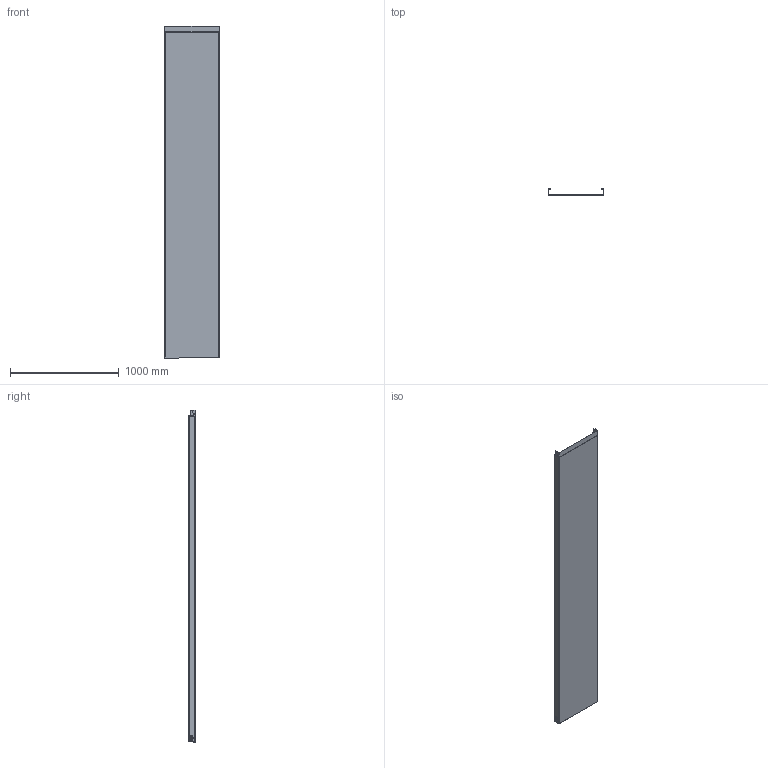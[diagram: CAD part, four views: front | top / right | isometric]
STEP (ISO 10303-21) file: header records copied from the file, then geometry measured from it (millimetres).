
FILE_DESCRIPTION (( 'STEP AP214' ), '1' );
FILE_NAME ('6059732.STEP', '2025-08-21T10:03:35', ( '' ), ( '' ), 'SwSTEP 2.0', 'SolidWorks 2024', '' );
FILE_SCHEMA (( 'AUTOMOTIVE_DESIGN' ));
Length unit declared in the file: millimetre
Products named in the file (1): 6059732
Bounding box: 504.5 x 63.25 x 3050 mm (x, y, z)
Volume: 2941457.6 mm3; surface area: 3938330 mm2
Topology: 1 solids, 1 shells, 242 faces, 648 edges, 408 vertices
Faces by surface type: plane 112, cylinder 96, bspline 20, cone 6, torus 4, sphere 4
Entity records: 8113 total; most frequent: CARTESIAN_POINT 2041, ORIENTED_EDGE 1296, DIRECTION 1244, EDGE_CURVE 648, AXIS2_PLACEMENT_3D 427, VERTEX_POINT 408, LINE 390, VECTOR 390
